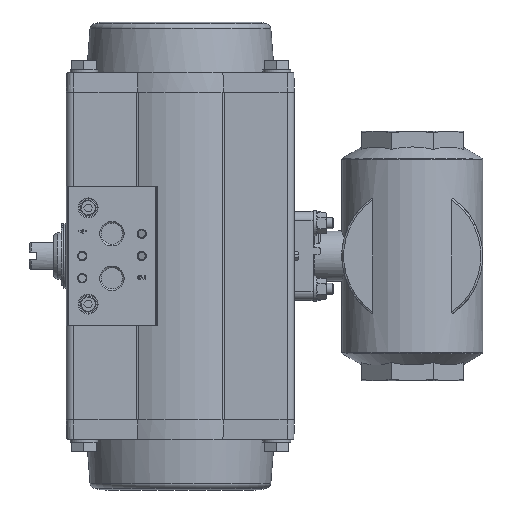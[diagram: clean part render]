
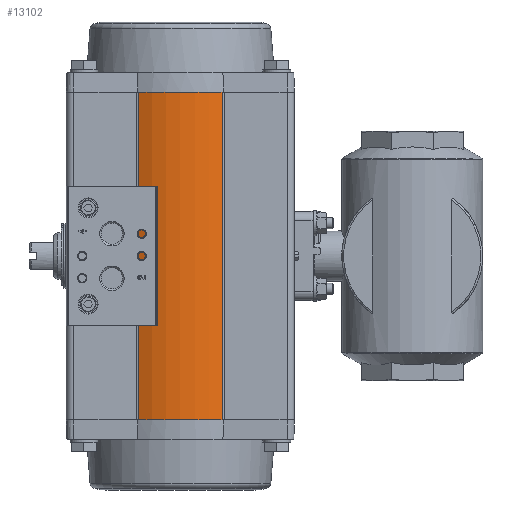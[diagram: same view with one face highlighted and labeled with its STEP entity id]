
A CAD part, left-side view. The second image highlights one B-rep face of the part: STEP entity #13102.
In plain terms, the highlighted cylindrical face has radius 51 mm (diameter 102 mm), a partial arc.
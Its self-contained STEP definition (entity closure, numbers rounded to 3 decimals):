
#1720=LINE('',#22000,#2505);
#1721=LINE('',#22004,#2506);
#2505=VECTOR('',#17152,1000.);
#2506=VECTOR('',#17159,1000.);
#4593=ORIENTED_EDGE('',*,*,#7530,.T.);
#4594=ORIENTED_EDGE('',*,*,#7529,.F.);
#4595=ORIENTED_EDGE('',*,*,#7531,.F.);
#4596=ORIENTED_EDGE('',*,*,#7532,.T.);
#7529=EDGE_CURVE('',#8739,#8707,#1720,.T.);
#7530=EDGE_CURVE('',#8703,#8707,#9928,.T.);
#7531=EDGE_CURVE('',#8734,#8739,#9929,.T.);
#7532=EDGE_CURVE('',#8734,#8703,#1721,.T.);
#8703=VERTEX_POINT('',#20763);
#8707=VERTEX_POINT('',#20771);
#8734=VERTEX_POINT('',#20862);
#8739=VERTEX_POINT('',#20872);
#9928=CIRCLE('',#14413,51.);
#9929=CIRCLE('',#14414,51.);
#10738=EDGE_LOOP('',(#4593,#4594,#4595,#4596));
#11867=FACE_BOUND('',#10738,.T.);
#12632=CYLINDRICAL_SURFACE('',#14412,51.);
#13102=ADVANCED_FACE('',(#11867),#12632,.T.);
#14412=AXIS2_PLACEMENT_3D('',#22001,#17153,#17154);
#14413=AXIS2_PLACEMENT_3D('',#22002,#17155,#17156);
#14414=AXIS2_PLACEMENT_3D('',#22003,#17157,#17158);
#17152=DIRECTION('',(0.,0.,-1.));
#17153=DIRECTION('',(0.,0.,-1.));
#17154=DIRECTION('',(-1.,0.,0.));
#17155=DIRECTION('',(0.,0.,1.));
#17156=DIRECTION('',(1.,0.,0.));
#17157=DIRECTION('',(0.,0.,1.));
#17158=DIRECTION('',(1.,0.,0.));
#17159=DIRECTION('',(0.,0.,-1.));
#20763=CARTESIAN_POINT('',(45.806,-22.424,-88.35));
#20771=CARTESIAN_POINT('',(45.806,22.424,-88.35));
#20862=CARTESIAN_POINT('',(45.806,-22.424,88.35));
#20872=CARTESIAN_POINT('',(45.806,22.424,88.35));
#22000=CARTESIAN_POINT('',(45.806,22.424,88.35));
#22001=CARTESIAN_POINT('',(0.,0.,88.35));
#22002=CARTESIAN_POINT('',(0.,0.,-88.35));
#22003=CARTESIAN_POINT('',(0.,0.,88.35));
#22004=CARTESIAN_POINT('',(45.806,-22.424,88.35));
